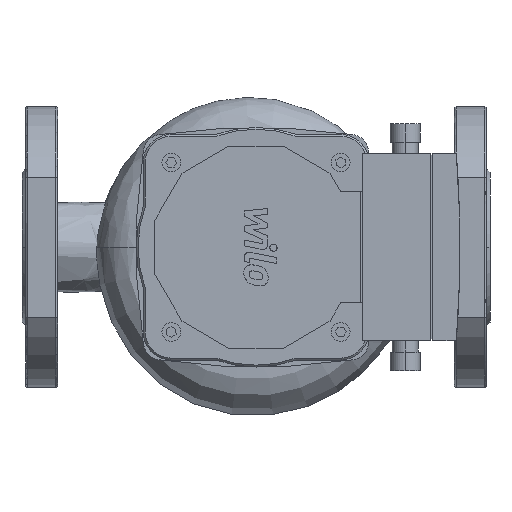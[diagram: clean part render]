
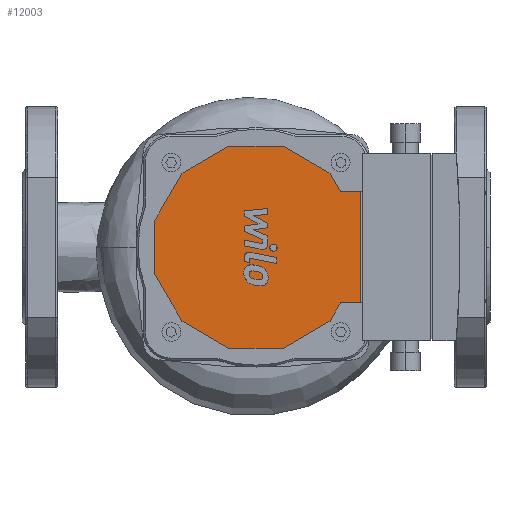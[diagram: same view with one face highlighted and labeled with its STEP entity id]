
A CAD part, front view. The second image highlights one B-rep face of the part: STEP entity #12003.
In plain terms, the highlighted planar face has unit normal (0, -1, 0).
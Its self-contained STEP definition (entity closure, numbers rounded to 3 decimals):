
#11503=CARTESIAN_POINT('',(110.531,-216.0,-54.));
#11504=VERTEX_POINT('',#11503);
#11511=CARTESIAN_POINT('',(85.469,-216.0,-39.531));
#11512=VERTEX_POINT('',#11511);
#11513=CARTESIAN_POINT('',(85.469,-216.0,-39.531));
#11514=DIRECTION('',(0.866,0.0,-0.5));
#11515=VECTOR('',#11514,28.939);
#11516=LINE('',#11513,#11515);
#11517=EDGE_CURVE('',#11512,#11504,#11516,.T.);
#11534=CARTESIAN_POINT('',(139.469,-216.0,-54.));
#11535=VERTEX_POINT('',#11534);
#11542=CARTESIAN_POINT('',(110.531,-216.0,-54.));
#11543=DIRECTION('',(1.0,0.0,0.0));
#11544=VECTOR('',#11543,28.939);
#11545=LINE('',#11542,#11544);
#11546=EDGE_CURVE('',#11504,#11535,#11545,.T.);
#11558=CARTESIAN_POINT('',(164.531,-216.0,-39.531));
#11559=VERTEX_POINT('',#11558);
#11566=CARTESIAN_POINT('',(139.469,-216.0,-54.));
#11567=DIRECTION('',(0.866,0.0,0.5));
#11568=VECTOR('',#11567,28.939);
#11569=LINE('',#11566,#11568);
#11570=EDGE_CURVE('',#11535,#11559,#11569,.T.);
#11598=CARTESIAN_POINT('',(170.207,-216.0,-29.7));
#11599=VERTEX_POINT('',#11598);
#11606=CARTESIAN_POINT('',(164.531,-216.0,-39.531));
#11607=DIRECTION('',(0.5,0.0,0.866));
#11608=VECTOR('',#11607,11.352);
#11609=LINE('',#11606,#11608);
#11610=EDGE_CURVE('',#11559,#11599,#11609,.T.);
#11646=CARTESIAN_POINT('',(164.531,-216.0,39.531));
#11647=VERTEX_POINT('',#11646);
#11654=CARTESIAN_POINT('',(170.207,-216.0,29.7));
#11655=VERTEX_POINT('',#11654);
#11656=CARTESIAN_POINT('',(170.207,-216.0,29.7));
#11657=DIRECTION('',(-0.5,0.0,0.866));
#11658=VECTOR('',#11657,11.352);
#11659=LINE('',#11656,#11658);
#11660=EDGE_CURVE('',#11655,#11647,#11659,.T.);
#11766=CARTESIAN_POINT('',(181.0,-216.0,-29.7));
#11767=VERTEX_POINT('',#11766);
#11774=CARTESIAN_POINT('',(170.207,-216.0,-29.7));
#11775=DIRECTION('',(1.0,0.0,0.0));
#11776=VECTOR('',#11775,10.793);
#11777=LINE('',#11774,#11776);
#11778=EDGE_CURVE('',#11599,#11767,#11777,.T.);
#11808=CARTESIAN_POINT('',(181.0,-216.0,29.7));
#11809=VERTEX_POINT('',#11808);
#11810=CARTESIAN_POINT('',(170.207,-216.0,29.7));
#11811=DIRECTION('',(1.0,0.0,0.0));
#11812=VECTOR('',#11811,10.793);
#11813=LINE('',#11810,#11812);
#11814=EDGE_CURVE('',#11655,#11809,#11813,.T.);
#11835=CARTESIAN_POINT('',(181.0,-216.0,-29.7));
#11836=DIRECTION('',(0.0,0.0,1.0));
#11837=VECTOR('',#11836,59.4);
#11838=LINE('',#11835,#11837);
#11839=EDGE_CURVE('',#11767,#11809,#11838,.T.);
#11850=CARTESIAN_POINT('',(139.469,-216.0,54.));
#11851=VERTEX_POINT('',#11850);
#11858=CARTESIAN_POINT('',(164.531,-216.0,39.531));
#11859=DIRECTION('',(-0.866,0.0,0.5));
#11860=VECTOR('',#11859,28.939);
#11861=LINE('',#11858,#11860);
#11862=EDGE_CURVE('',#11647,#11851,#11861,.T.);
#11874=CARTESIAN_POINT('',(110.531,-216.0,54.));
#11875=VERTEX_POINT('',#11874);
#11882=CARTESIAN_POINT('',(139.469,-216.0,54.));
#11883=DIRECTION('',(-1.0,0.0,0.0));
#11884=VECTOR('',#11883,28.939);
#11885=LINE('',#11882,#11884);
#11886=EDGE_CURVE('',#11851,#11875,#11885,.T.);
#11898=CARTESIAN_POINT('',(85.469,-216.0,39.531));
#11899=VERTEX_POINT('',#11898);
#11906=CARTESIAN_POINT('',(110.531,-216.0,54.));
#11907=DIRECTION('',(-0.866,0.0,-0.5));
#11908=VECTOR('',#11907,28.939);
#11909=LINE('',#11906,#11908);
#11910=EDGE_CURVE('',#11875,#11899,#11909,.T.);
#11922=CARTESIAN_POINT('',(71.,-216.0,14.469));
#11923=VERTEX_POINT('',#11922);
#11930=CARTESIAN_POINT('',(85.469,-216.0,39.531));
#11931=DIRECTION('',(-0.5,0.0,-0.866));
#11932=VECTOR('',#11931,28.939);
#11933=LINE('',#11930,#11932);
#11934=EDGE_CURVE('',#11899,#11923,#11933,.T.);
#11946=CARTESIAN_POINT('',(71.,-216.0,-14.469));
#11947=VERTEX_POINT('',#11946);
#11954=CARTESIAN_POINT('',(71.,-216.0,14.469));
#11955=DIRECTION('',(0.0,0.0,-1.0));
#11956=VECTOR('',#11955,28.939);
#11957=LINE('',#11954,#11956);
#11958=EDGE_CURVE('',#11923,#11947,#11957,.T.);
#11971=CARTESIAN_POINT('',(71.,-216.0,-14.469));
#11972=DIRECTION('',(0.5,0.0,-0.866));
#11973=VECTOR('',#11972,28.939);
#11974=LINE('',#11971,#11973);
#11975=EDGE_CURVE('',#11947,#11512,#11974,.T.);
#11982=CARTESIAN_POINT('',(125.,-216.0,0.));
#11983=DIRECTION('',(0.0,1.0,0.0));
#11984=DIRECTION('',(0.0,0.0,1.0));
#11985=AXIS2_PLACEMENT_3D('',#11982,#11983,#11984);
#11986=PLANE('',#11985);
#11987=ORIENTED_EDGE('',*,*,#11660,.T.);
#11988=ORIENTED_EDGE('',*,*,#11862,.T.);
#11989=ORIENTED_EDGE('',*,*,#11886,.T.);
#11990=ORIENTED_EDGE('',*,*,#11910,.T.);
#11991=ORIENTED_EDGE('',*,*,#11934,.T.);
#11992=ORIENTED_EDGE('',*,*,#11958,.T.);
#11993=ORIENTED_EDGE('',*,*,#11975,.T.);
#11994=ORIENTED_EDGE('',*,*,#11517,.T.);
#11995=ORIENTED_EDGE('',*,*,#11546,.T.);
#11996=ORIENTED_EDGE('',*,*,#11570,.T.);
#11997=ORIENTED_EDGE('',*,*,#11610,.T.);
#11998=ORIENTED_EDGE('',*,*,#11778,.T.);
#11999=ORIENTED_EDGE('',*,*,#11839,.T.);
#12000=ORIENTED_EDGE('',*,*,#11814,.F.);
#12001=EDGE_LOOP('',(#11987,#11988,#11989,#11990,#11991,#11992,#11993,#11994,#11995,#11996,#11997,#11998,#11999,#12000));
#12002=FACE_OUTER_BOUND('',#12001,.T.);
#12003=ADVANCED_FACE('',(#12002),#11986,.F.);
